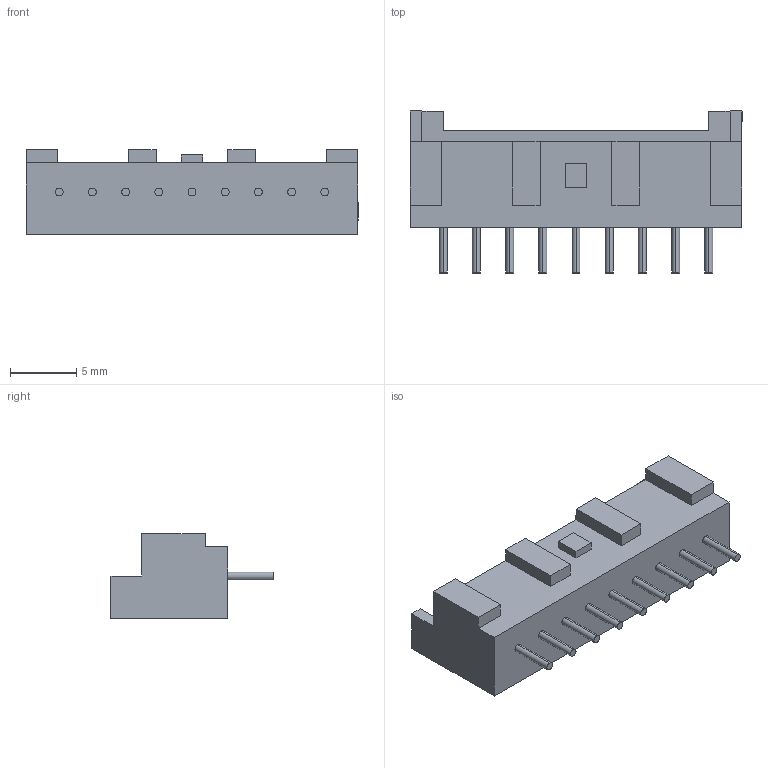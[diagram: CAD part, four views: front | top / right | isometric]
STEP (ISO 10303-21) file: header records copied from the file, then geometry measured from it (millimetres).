
FILE_DESCRIPTION (( 'STEP AP214' ), '1' );
FILE_NAME ('B09B-XASK-1.STEP', '2010-06-11T05:03:43', ( ' ' ), ( '' ), 'SwSTEP 2.0', 'SolidWorks 2009', '' );
FILE_SCHEMA (( 'AUTOMOTIVE_DESIGN' ));
Length unit declared in the file: millimetre
Products named in the file (1): B09B-XASK-1
Bounding box: 25 x 12.2 x 6.4 mm (x, y, z)
Volume: 546.8 mm3; surface area: 1152 mm2
Topology: 1 solids, 1 shells, 95 faces, 222 edges, 148 vertices
Faces by surface type: plane 59, cylinder 36
Entity records: 3807 total; most frequent: DIRECTION 486, CARTESIAN_POINT 466, ORIENTED_EDGE 444, EDGE_CURVE 222, AXIS2_PLACEMENT_3D 168, VECTOR 150, LINE 150, VERTEX_POINT 148
